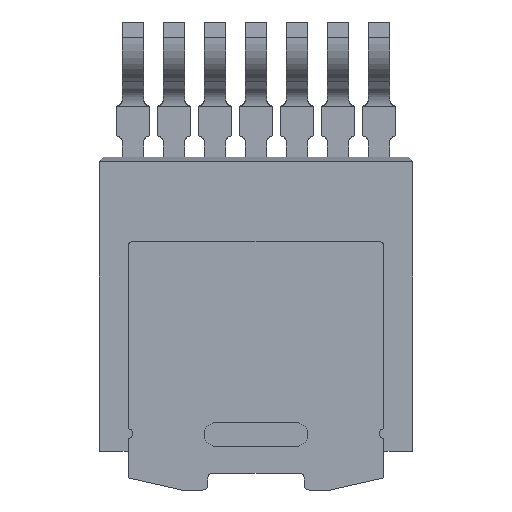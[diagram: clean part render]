
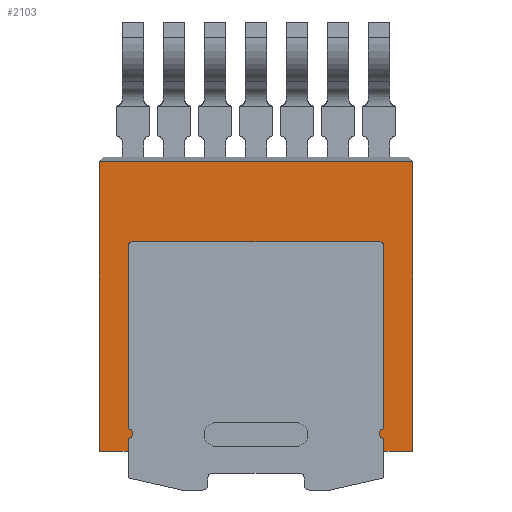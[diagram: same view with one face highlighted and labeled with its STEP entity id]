
A CAD part, front view. The second image highlights one B-rep face of the part: STEP entity #2103.
In plain terms, the highlighted planar face has unit normal (0, -1, 0).
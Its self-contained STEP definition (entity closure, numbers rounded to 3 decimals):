
#26 = VECTOR ( 'NONE', #6255, 1000. ) ;
#43 = AXIS2_PLACEMENT_3D ( 'NONE', #1990, #6781, #3551 ) ;
#108 = CIRCLE ( 'NONE', #3783, 0.1 ) ;
#138 = DIRECTION ( 'NONE',  ( 0., 0., -1. ) ) ;
#155 = ORIENTED_EDGE ( 'NONE', *, *, #2233, .F. ) ;
#372 = LINE ( 'NONE', #2730, #6132 ) ;
#433 = CARTESIAN_POINT ( 'NONE',  ( 3.25, 0., 6.004 ) ) ;
#502 = CARTESIAN_POINT ( 'NONE',  ( -2.55, 0., 4.35 ) ) ;
#577 = DIRECTION ( 'NONE',  ( -1., 0., 0. ) ) ;
#673 = ORIENTED_EDGE ( 'NONE', *, *, #6449, .F. ) ;
#675 = VECTOR ( 'NONE', #1727, 1000. ) ;
#747 = LINE ( 'NONE', #5599, #2062 ) ;
#971 = DIRECTION ( 'NONE',  ( 0., 0., 1. ) ) ;
#978 = CARTESIAN_POINT ( 'NONE',  ( 2.65, 0., 4.25 ) ) ;
#1019 = VERTEX_POINT ( 'NONE', #1836 ) ;
#1127 = VERTEX_POINT ( 'NONE', #1398 ) ;
#1132 = CARTESIAN_POINT ( 'NONE',  ( 2.65, 0., 4.25 ) ) ;
#1144 = VERTEX_POINT ( 'NONE', #433 ) ;
#1204 = EDGE_CURVE ( 'NONE', #1859, #3980, #4413, .T. ) ;
#1272 = VERTEX_POINT ( 'NONE', #4730 ) ;
#1298 = ORIENTED_EDGE ( 'NONE', *, *, #5807, .F. ) ;
#1312 = DIRECTION ( 'NONE',  ( 0., 0., 1. ) ) ;
#1345 = CIRCLE ( 'NONE', #5338, 0.1 ) ;
#1392 = CARTESIAN_POINT ( 'NONE',  ( 2.65, 0., 0.47 ) ) ;
#1398 = CARTESIAN_POINT ( 'NONE',  ( -2.65, 0., 0.47 ) ) ;
#1414 = LINE ( 'NONE', #5396, #3716 ) ;
#1464 = CARTESIAN_POINT ( 'NONE',  ( 2.65, 0., 0.27 ) ) ;
#1684 = ORIENTED_EDGE ( 'NONE', *, *, #4523, .F. ) ;
#1727 = DIRECTION ( 'NONE',  ( 0., 0., -1. ) ) ;
#1775 = DIRECTION ( 'NONE',  ( 0., 1., 0. ) ) ;
#1836 = CARTESIAN_POINT ( 'NONE',  ( -2.65, 0., 0. ) ) ;
#1859 = VERTEX_POINT ( 'NONE', #5827 ) ;
#1891 = AXIS2_PLACEMENT_3D ( 'NONE', #6453, #5460, #2106 ) ;
#1980 = EDGE_CURVE ( 'NONE', #6823, #5163, #4476, .T. ) ;
#1986 = EDGE_CURVE ( 'NONE', #6796, #6823, #4985, .T. ) ;
#1990 = CARTESIAN_POINT ( 'NONE',  ( 2.65, 0., 0.37 ) ) ;
#2057 = EDGE_CURVE ( 'NONE', #1019, #1272, #3077, .T. ) ;
#2062 = VECTOR ( 'NONE', #5974, 1000. ) ;
#2103 = ADVANCED_FACE ( 'NONE', ( #3725 ), #5296, .F. ) ;
#2106 = DIRECTION ( 'NONE',  ( 0., 0., 1. ) ) ;
#2233 = EDGE_CURVE ( 'NONE', #1127, #2558, #108, .T. ) ;
#2301 = CARTESIAN_POINT ( 'NONE',  ( -2.65, 0., 0.37 ) ) ;
#2310 = ORIENTED_EDGE ( 'NONE', *, *, #2978, .F. ) ;
#2340 = DIRECTION ( 'NONE',  ( 0., 0., -1. ) ) ;
#2401 = CARTESIAN_POINT ( 'NONE',  ( -2.65, 0., 0.27 ) ) ;
#2403 = EDGE_CURVE ( 'NONE', #2558, #1019, #1414, .T. ) ;
#2558 = VERTEX_POINT ( 'NONE', #2401 ) ;
#2704 = ORIENTED_EDGE ( 'NONE', *, *, #5908, .F. ) ;
#2721 = CARTESIAN_POINT ( 'NONE',  ( 3.25, 0., 0. ) ) ;
#2730 = CARTESIAN_POINT ( 'NONE',  ( 3.25, 0., 6.004 ) ) ;
#2743 = VERTEX_POINT ( 'NONE', #2721 ) ;
#2821 = DIRECTION ( 'NONE',  ( -1., 0., 0. ) ) ;
#2943 = ORIENTED_EDGE ( 'NONE', *, *, #1986, .F. ) ;
#2976 = CARTESIAN_POINT ( 'NONE',  ( -2.65, 0., 4.25 ) ) ;
#2978 = EDGE_CURVE ( 'NONE', #5163, #1859, #4068, .T. ) ;
#2990 = CARTESIAN_POINT ( 'NONE',  ( -2.65, 0., 4.25 ) ) ;
#3015 = LINE ( 'NONE', #3396, #5587 ) ;
#3077 = LINE ( 'NONE', #4382, #6372 ) ;
#3118 = CARTESIAN_POINT ( 'NONE',  ( 3.25, 0., 0. ) ) ;
#3185 = DIRECTION ( 'NONE',  ( -1., 0., 0. ) ) ;
#3186 = AXIS2_PLACEMENT_3D ( 'NONE', #4971, #6049, #971 ) ;
#3222 = LINE ( 'NONE', #4975, #675 ) ;
#3396 = CARTESIAN_POINT ( 'NONE',  ( 3.25, 0., 0. ) ) ;
#3551 = DIRECTION ( 'NONE',  ( 0., 0., -1. ) ) ;
#3581 = LINE ( 'NONE', #3118, #3656 ) ;
#3599 = ORIENTED_EDGE ( 'NONE', *, *, #2057, .F. ) ;
#3656 = VECTOR ( 'NONE', #6230, 1000. ) ;
#3716 = VECTOR ( 'NONE', #138, 1000. ) ;
#3725 = FACE_OUTER_BOUND ( 'NONE', #5263, .T. ) ;
#3783 = AXIS2_PLACEMENT_3D ( 'NONE', #2301, #1775, #1312 ) ;
#3980 = VERTEX_POINT ( 'NONE', #5649 ) ;
#4064 = ORIENTED_EDGE ( 'NONE', *, *, #4182, .T. ) ;
#4068 = CIRCLE ( 'NONE', #3186, 0.1 ) ;
#4152 = CARTESIAN_POINT ( 'NONE',  ( -3.25, 0., 6.004 ) ) ;
#4182 = EDGE_CURVE ( 'NONE', #4678, #1272, #3222, .T. ) ;
#4335 = VECTOR ( 'NONE', #3185, 1000. ) ;
#4382 = CARTESIAN_POINT ( 'NONE',  ( 3.25, 0., 0. ) ) ;
#4395 = CARTESIAN_POINT ( 'NONE',  ( -2.55, 0., 4.25 ) ) ;
#4413 = LINE ( 'NONE', #502, #4335 ) ;
#4476 = LINE ( 'NONE', #978, #26 ) ;
#4518 = ORIENTED_EDGE ( 'NONE', *, *, #6297, .F. ) ;
#4523 = EDGE_CURVE ( 'NONE', #6276, #6796, #747, .T. ) ;
#4678 = VERTEX_POINT ( 'NONE', #4152 ) ;
#4690 = ORIENTED_EDGE ( 'NONE', *, *, #1204, .F. ) ;
#4730 = CARTESIAN_POINT ( 'NONE',  ( -3.25, 0., 0. ) ) ;
#4794 = ORIENTED_EDGE ( 'NONE', *, *, #5743, .T. ) ;
#4971 = CARTESIAN_POINT ( 'NONE',  ( 2.55, 0., 4.25 ) ) ;
#4975 = CARTESIAN_POINT ( 'NONE',  ( -3.25, 0., 0. ) ) ;
#4985 = CIRCLE ( 'NONE', #43, 0.1 ) ;
#5120 = ORIENTED_EDGE ( 'NONE', *, *, #2403, .F. ) ;
#5163 = VERTEX_POINT ( 'NONE', #1132 ) ;
#5241 = CARTESIAN_POINT ( 'NONE',  ( 2.65, 0., 0. ) ) ;
#5263 = EDGE_LOOP ( 'NONE', ( #2943, #1684, #4518, #1298, #4794, #4064, #3599, #5120, #155, #2704, #673, #4690, #2310, #5708 ) ) ;
#5296 = PLANE ( 'NONE',  #1891 ) ;
#5338 = AXIS2_PLACEMENT_3D ( 'NONE', #4395, #6468, #5967 ) ;
#5396 = CARTESIAN_POINT ( 'NONE',  ( -2.65, 0., 0.27 ) ) ;
#5399 = VERTEX_POINT ( 'NONE', #2976 ) ;
#5460 = DIRECTION ( 'NONE',  ( 0., 1., 0. ) ) ;
#5503 = VECTOR ( 'NONE', #6718, 1000. ) ;
#5587 = VECTOR ( 'NONE', #2340, 1000. ) ;
#5599 = CARTESIAN_POINT ( 'NONE',  ( 2.65, 0., 0.27 ) ) ;
#5649 = CARTESIAN_POINT ( 'NONE',  ( -2.55, 0., 4.35 ) ) ;
#5708 = ORIENTED_EDGE ( 'NONE', *, *, #1980, .F. ) ;
#5743 = EDGE_CURVE ( 'NONE', #1144, #4678, #372, .T. ) ;
#5807 = EDGE_CURVE ( 'NONE', #1144, #2743, #3015, .T. ) ;
#5827 = CARTESIAN_POINT ( 'NONE',  ( 2.55, 0., 4.35 ) ) ;
#5908 = EDGE_CURVE ( 'NONE', #5399, #1127, #6073, .T. ) ;
#5967 = DIRECTION ( 'NONE',  ( 0., 0., -1. ) ) ;
#5974 = DIRECTION ( 'NONE',  ( 0., 0., 1. ) ) ;
#6049 = DIRECTION ( 'NONE',  ( 0., -1., 0. ) ) ;
#6073 = LINE ( 'NONE', #2990, #5503 ) ;
#6132 = VECTOR ( 'NONE', #2821, 1000. ) ;
#6230 = DIRECTION ( 'NONE',  ( -1., 0., 0. ) ) ;
#6255 = DIRECTION ( 'NONE',  ( 0., 0., 1. ) ) ;
#6276 = VERTEX_POINT ( 'NONE', #5241 ) ;
#6297 = EDGE_CURVE ( 'NONE', #2743, #6276, #3581, .T. ) ;
#6372 = VECTOR ( 'NONE', #577, 1000. ) ;
#6449 = EDGE_CURVE ( 'NONE', #3980, #5399, #1345, .T. ) ;
#6453 = CARTESIAN_POINT ( 'NONE',  ( 3.25, 0., 0. ) ) ;
#6468 = DIRECTION ( 'NONE',  ( 0., -1., 0. ) ) ;
#6718 = DIRECTION ( 'NONE',  ( 0., 0., -1. ) ) ;
#6781 = DIRECTION ( 'NONE',  ( 0., 1., 0. ) ) ;
#6796 = VERTEX_POINT ( 'NONE', #1464 ) ;
#6823 = VERTEX_POINT ( 'NONE', #1392 ) ;
